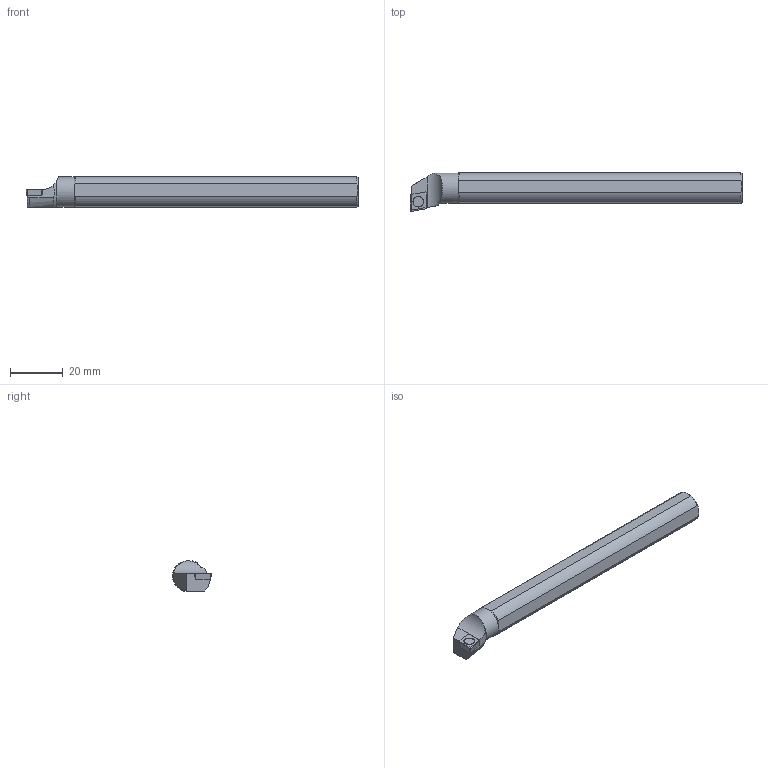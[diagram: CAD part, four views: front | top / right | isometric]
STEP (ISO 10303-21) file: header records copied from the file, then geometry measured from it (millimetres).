
FILE_DESCRIPTION(/* description */ (''),/* implementation_level */ '2;1');
FILE_NAME(/* name */ 'S12KSCFCR06_SIM.stp',/* time_stamp */ '2021-10-18T14:09:47+02:00',/* author */ (''),/* organization */ (''),/* preprocessor_version */ 'ST-DEVELOPER v16.7',/* originating_system */ 'SIEMENS PLM Software NX 12.0',/* authorisation */ '');
FILE_SCHEMA (('AUTOMOTIVE_DESIGN { 1 0 10303 214 3 1 1 1 }'));
Length unit declared in the file: millimetre
Products named in the file (1): model1
Bounding box: 126.43 x 14.78 x 11.53 mm (x, y, z)
Volume: 13289.8 mm3; surface area: 4982.4 mm2
Topology: 2 solids, 2 shells, 42 faces, 103 edges, 66 vertices
Faces by surface type: plane 19, cone 11, cylinder 8, torus 4
Full cylindrical faces by diameter (mm): 2.8 x1, 4.1 x1, 11.5 x1
Entity records: 1296 total; most frequent: CARTESIAN_POINT 311, DIRECTION 198, ORIENTED_EDGE 190, EDGE_CURVE 95, AXIS2_PLACEMENT_3D 82, VERTEX_POINT 65, EDGE_LOOP 52, ADVANCED_FACE 42
